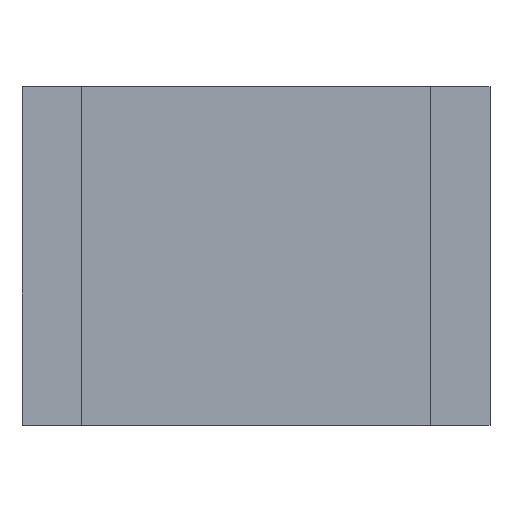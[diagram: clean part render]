
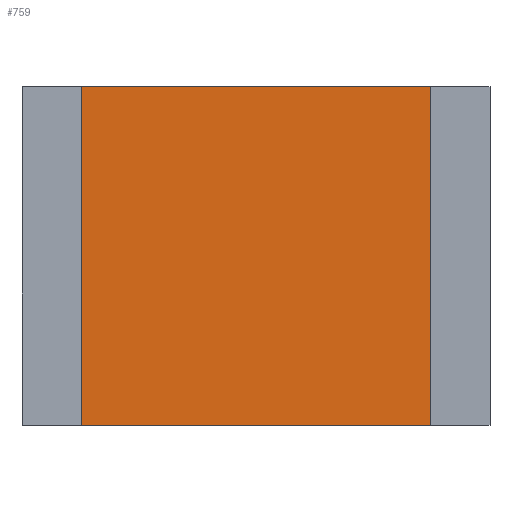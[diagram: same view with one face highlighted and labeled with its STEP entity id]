
A CAD part, top view. The second image highlights one B-rep face of the part: STEP entity #759.
In plain terms, the highlighted planar face has unit normal (0, 0, 1).
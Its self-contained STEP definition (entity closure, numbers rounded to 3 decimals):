
#24 = VECTOR ( 'NONE', #697, 1000. ) ;
#29 = VERTEX_POINT ( 'NONE', #244 ) ;
#89 = ORIENTED_EDGE ( 'NONE', *, *, #1004, .F. ) ;
#128 = CARTESIAN_POINT ( 'NONE',  ( -1.75, 1.699, 0.699 ) ) ;
#143 = LINE ( 'NONE', #774, #400 ) ;
#181 = EDGE_CURVE ( 'NONE', #393, #548, #615, .T. ) ;
#184 = CARTESIAN_POINT ( 'NONE',  ( -400000.04, 1.699, 0.699 ) ) ;
#192 = EDGE_LOOP ( 'NONE', ( #233, #783, #89, #314 ) ) ;
#233 = ORIENTED_EDGE ( 'NONE', *, *, #181, .T. ) ;
#244 = CARTESIAN_POINT ( 'NONE',  ( 1.75, 1.699, 0.699 ) ) ;
#250 = DIRECTION ( 'NONE',  ( 0., 0., 1. ) ) ;
#280 = EDGE_CURVE ( 'NONE', #29, #393, #335, .T. ) ;
#283 = DIRECTION ( 'NONE',  ( -1., 0., 0. ) ) ;
#301 = VECTOR ( 'NONE', #283, 1000. ) ;
#314 = ORIENTED_EDGE ( 'NONE', *, *, #280, .T. ) ;
#335 = LINE ( 'NONE', #184, #301 ) ;
#393 = VERTEX_POINT ( 'NONE', #128 ) ;
#400 = VECTOR ( 'NONE', #608, 1000. ) ;
#416 = FACE_OUTER_BOUND ( 'NONE', #192, .T. ) ;
#427 = DIRECTION ( 'NONE',  ( 1., 0., 0. ) ) ;
#461 = CARTESIAN_POINT ( 'NONE',  ( -400000.04, 1.698, 0.699 ) ) ;
#512 = DIRECTION ( 'NONE',  ( 0., -1., 0. ) ) ;
#548 = VERTEX_POINT ( 'NONE', #724 ) ;
#585 = CARTESIAN_POINT ( 'NONE',  ( 1.75, -1.699, 0.699 ) ) ;
#608 = DIRECTION ( 'NONE',  ( 1., 0., 0. ) ) ;
#615 = LINE ( 'NONE', #932, #809 ) ;
#697 = DIRECTION ( 'NONE',  ( 0., -1., 0. ) ) ;
#707 = LINE ( 'NONE', #789, #24 ) ;
#724 = CARTESIAN_POINT ( 'NONE',  ( -1.75, -1.699, 0.699 ) ) ;
#759 = ADVANCED_FACE ( 'NONE', ( #416 ), #799, .T. ) ;
#770 = AXIS2_PLACEMENT_3D ( 'NONE', #461, #250, #427 ) ;
#774 = CARTESIAN_POINT ( 'NONE',  ( -1.75, -1.699, 0.699 ) ) ;
#783 = ORIENTED_EDGE ( 'NONE', *, *, #928, .T. ) ;
#789 = CARTESIAN_POINT ( 'NONE',  ( 1.75, 1.698, 0.699 ) ) ;
#799 = PLANE ( 'NONE',  #770 ) ;
#809 = VECTOR ( 'NONE', #512, 1000. ) ;
#814 = VERTEX_POINT ( 'NONE', #585 ) ;
#928 = EDGE_CURVE ( 'NONE', #548, #814, #143, .T. ) ;
#932 = CARTESIAN_POINT ( 'NONE',  ( -1.75, 1.698, 0.699 ) ) ;
#1004 = EDGE_CURVE ( 'NONE', #29, #814, #707, .T. ) ;
